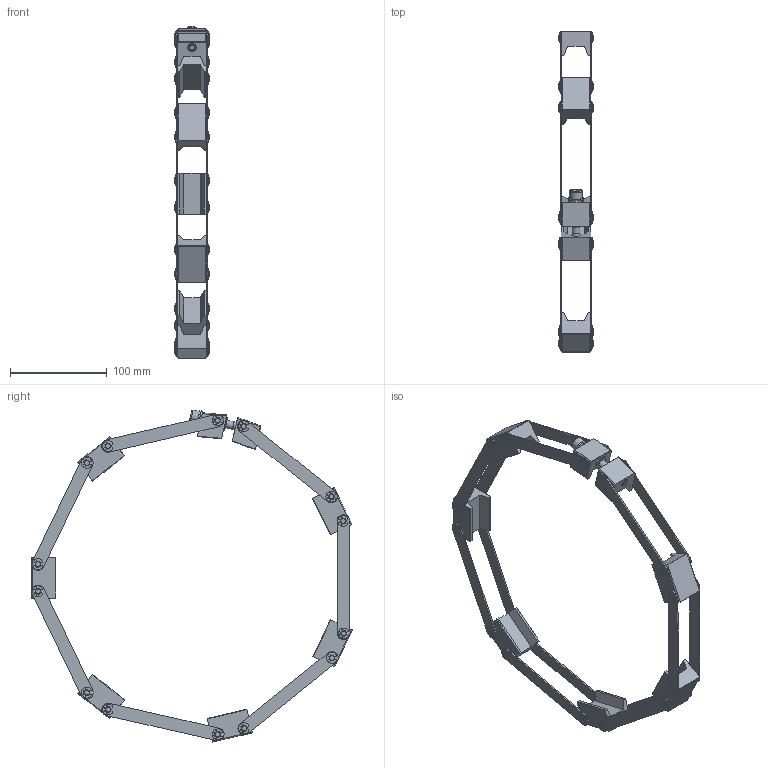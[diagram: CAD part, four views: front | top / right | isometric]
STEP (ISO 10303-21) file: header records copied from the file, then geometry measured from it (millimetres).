
FILE_DESCRIPTION(/* description */ (''),/* implementation_level */ '2;1');
FILE_NAME(/* name */ '30.250015.211.525',/* time_stamp */ '2018-07-23T11:43:45+02:00',/* author */ ('Murat Coskun Bicak'),/* organization */ ('Evac AG'),/* preprocessor_version */ 'ST-DEVELOPER v16.7',/* originating_system */ 'DEX',/* authorisation */ $);
FILE_SCHEMA (('AUTOMOTIVE_DESIGN {1 0 10303 214 3 1 1}'));
Length unit declared in the file: millimetre
Products named in the file (12): 30.250015.211.525; 03.110.003-AL; 03.112.002-AL; 03.113.002-AL; 03.040.116-IX; 03.050.006-IX; 03.060.006-IX; 00.5608.20-IXNI; 00.1008.02-IX; 03.070.006-IX; 00.1207.00-IX; 00.1205.00-IX
Assembly tree (71 placements, depth 2):
  30.250015.211.525
    03.110.003-AL  x6
    03.112.002-AL
    03.113.002-AL
    03.040.116-IX  x14
    03.050.006-IX  x12
    03.060.006-IX  x4
    00.5608.20-IXNI
    00.1008.02-IX  x2
    03.070.006-IX
    00.1207.00-IX
    00.1205.00-IX  x28
Bounding box: 37.1 x 330.61 x 342.46 mm (x, y, z)
Volume: 200785.3 mm3; surface area: 123928.3 mm2
Topology: 71 solids, 71 shells, 1845 faces, 4475 edges, 2968 vertices
Faces by surface type: plane 1084, cylinder 724, cone 36, torus 1
Full cylindrical faces by diameter (mm): 5 x28, 6 x75, 6.1 x12, 7 x1, 8 x4, 8.1 x1, 8.376 x1, 8.4 x3, 13 x1, 15 x2
Entity records: 10688 total; most frequent: DIRECTION 1888, CARTESIAN_POINT 1805, ORIENTED_EDGE 1562, EDGE_CURVE 781, AXIS2_PLACEMENT_3D 694, VERTEX_POINT 541, LINE 500, VECTOR 500
